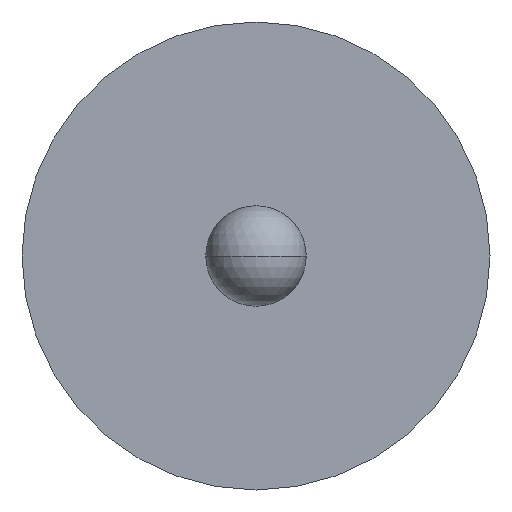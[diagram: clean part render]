
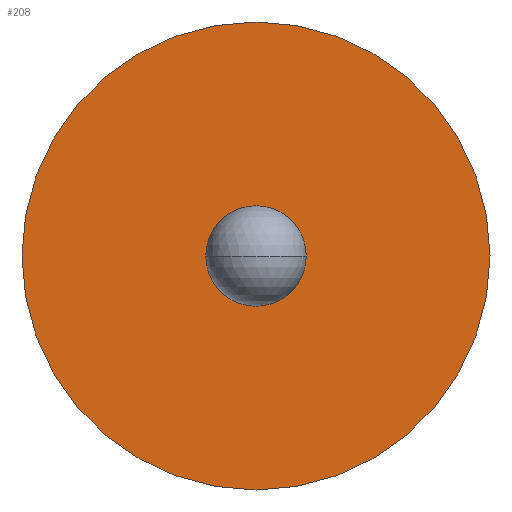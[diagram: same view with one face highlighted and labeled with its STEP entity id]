
A CAD part, front view. The second image highlights one B-rep face of the part: STEP entity #208.
In plain terms, the highlighted planar face has unit normal (0, -1, 0).
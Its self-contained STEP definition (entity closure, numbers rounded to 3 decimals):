
#10 = VERTEX_POINT ( 'NONE', #342 ) ;
#15 = CARTESIAN_POINT ( 'NONE',  ( 0., -3.49, 0.51 ) ) ;
#22 = CARTESIAN_POINT ( 'NONE',  ( 0., -3.49, 0. ) ) ;
#29 = DIRECTION ( 'NONE',  ( 0., 0., 1. ) ) ;
#52 = AXIS2_PLACEMENT_3D ( 'NONE', #424, #421, #147 ) ;
#78 = CARTESIAN_POINT ( 'NONE',  ( 0., -3.49, -2.375 ) ) ;
#86 = CIRCLE ( 'NONE', #613, 0.51 ) ;
#108 = VERTEX_POINT ( 'NONE', #15 ) ;
#112 = CARTESIAN_POINT ( 'NONE',  ( 0., -3.49, 2.375 ) ) ;
#124 = CARTESIAN_POINT ( 'NONE',  ( 0., -3.49, 0. ) ) ;
#129 = DIRECTION ( 'NONE',  ( 0., 1., 0. ) ) ;
#133 = EDGE_CURVE ( 'NONE', #108, #10, #136, .T. ) ;
#136 = CIRCLE ( 'NONE', #416, 0.51 ) ;
#147 = DIRECTION ( 'NONE',  ( 0., 0., 1. ) ) ;
#152 = FACE_BOUND ( 'NONE', #512, .T. ) ;
#153 = ORIENTED_EDGE ( 'NONE', *, *, #171, .F. ) ;
#168 = VERTEX_POINT ( 'NONE', #78 ) ;
#171 = EDGE_CURVE ( 'NONE', #576, #168, #369, .T. ) ;
#178 = EDGE_CURVE ( 'NONE', #10, #108, #86, .T. ) ;
#181 = DIRECTION ( 'NONE',  ( 0., 1., 0. ) ) ;
#189 = DIRECTION ( 'NONE',  ( 0., 1., 0. ) ) ;
#194 = AXIS2_PLACEMENT_3D ( 'NONE', #22, #514, #246 ) ;
#208 = ADVANCED_FACE ( 'NONE', ( #673, #152 ), #650, .F. ) ;
#246 = DIRECTION ( 'NONE',  ( 0., 0., 1. ) ) ;
#248 = DIRECTION ( 'NONE',  ( 0., 0., 1. ) ) ;
#258 = ORIENTED_EDGE ( 'NONE', *, *, #133, .T. ) ;
#342 = CARTESIAN_POINT ( 'NONE',  ( 0., -3.49, -0.51 ) ) ;
#369 = CIRCLE ( 'NONE', #194, 2.375 ) ;
#400 = ORIENTED_EDGE ( 'NONE', *, *, #178, .T. ) ;
#404 = CIRCLE ( 'NONE', #644, 2.375 ) ;
#409 = DIRECTION ( 'NONE',  ( 0., 0., 1. ) ) ;
#416 = AXIS2_PLACEMENT_3D ( 'NONE', #458, #129, #409 ) ;
#421 = DIRECTION ( 'NONE',  ( 0., 1., 0. ) ) ;
#424 = CARTESIAN_POINT ( 'NONE',  ( 0.51, -3.49, 0. ) ) ;
#458 = CARTESIAN_POINT ( 'NONE',  ( 0., -3.49, 0. ) ) ;
#512 = EDGE_LOOP ( 'NONE', ( #258, #400 ) ) ;
#514 = DIRECTION ( 'NONE',  ( 0., 1., 0. ) ) ;
#547 = EDGE_LOOP ( 'NONE', ( #153, #638 ) ) ;
#576 = VERTEX_POINT ( 'NONE', #112 ) ;
#613 = AXIS2_PLACEMENT_3D ( 'NONE', #682, #189, #29 ) ;
#638 = ORIENTED_EDGE ( 'NONE', *, *, #679, .F. ) ;
#644 = AXIS2_PLACEMENT_3D ( 'NONE', #124, #181, #248 ) ;
#650 = PLANE ( 'NONE',  #52 ) ;
#673 = FACE_OUTER_BOUND ( 'NONE', #547, .T. ) ;
#679 = EDGE_CURVE ( 'NONE', #168, #576, #404, .T. ) ;
#682 = CARTESIAN_POINT ( 'NONE',  ( 0., -3.49, 0. ) ) ;
